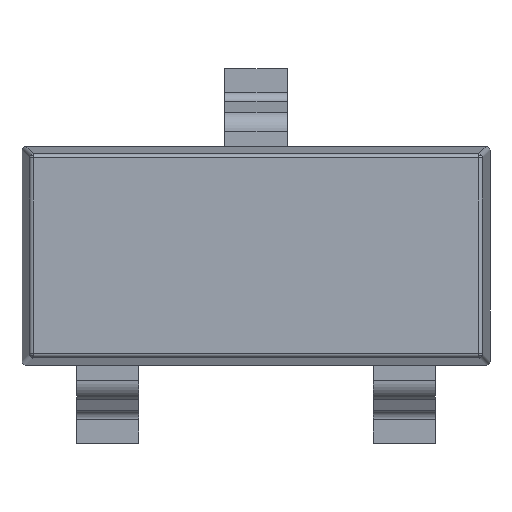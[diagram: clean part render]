
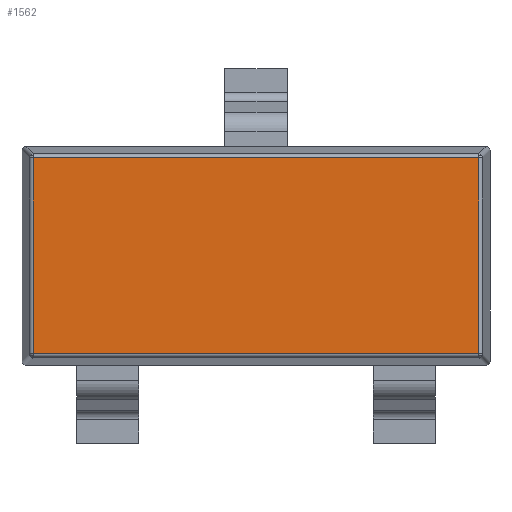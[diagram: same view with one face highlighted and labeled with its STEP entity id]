
A CAD part, top view. The second image highlights one B-rep face of the part: STEP entity #1562.
In plain terms, the highlighted planar face has unit normal (0, 0, 1).
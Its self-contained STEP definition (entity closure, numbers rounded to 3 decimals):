
#34 = EDGE_LOOP ( 'NONE', ( #2240, #1589, #1093, #3271 ) ) ;
#63 = VERTEX_POINT ( 'NONE', #354 ) ;
#215 = DIRECTION ( 'NONE',  ( 0., 1., 0. ) ) ;
#256 = CARTESIAN_POINT ( 'NONE',  ( -1.427, -0.627, 1.1 ) ) ;
#354 = CARTESIAN_POINT ( 'NONE',  ( -1.427, 0.627, 1.1 ) ) ;
#518 = VECTOR ( 'NONE', #2313, 1000. ) ;
#539 = CARTESIAN_POINT ( 'NONE',  ( 0., 0., 1.1 ) ) ;
#556 = CARTESIAN_POINT ( 'NONE',  ( -1.427, 0., 1.1 ) ) ;
#564 = LINE ( 'NONE', #2339, #2577 ) ;
#627 = CARTESIAN_POINT ( 'NONE',  ( 0., -0.627, 1.1 ) ) ;
#782 = DIRECTION ( 'NONE',  ( 1., 0., 0. ) ) ;
#807 = VERTEX_POINT ( 'NONE', #256 ) ;
#902 = VECTOR ( 'NONE', #1108, 1000. ) ;
#981 = VECTOR ( 'NONE', #215, 1000. ) ;
#1068 = VERTEX_POINT ( 'NONE', #2283 ) ;
#1093 = ORIENTED_EDGE ( 'NONE', *, *, #1961, .T. ) ;
#1108 = DIRECTION ( 'NONE',  ( 1., 0., 0. ) ) ;
#1232 = LINE ( 'NONE', #2516, #981 ) ;
#1304 = FACE_OUTER_BOUND ( 'NONE', #34, .T. ) ;
#1514 = AXIS2_PLACEMENT_3D ( 'NONE', #539, #2346, #782 ) ;
#1562 = ADVANCED_FACE ( 'NONE', ( #1304 ), #2333, .T. ) ;
#1579 = DIRECTION ( 'NONE',  ( -1., 0., 0. ) ) ;
#1583 = LINE ( 'NONE', #627, #902 ) ;
#1589 = ORIENTED_EDGE ( 'NONE', *, *, #3008, .T. ) ;
#1961 = EDGE_CURVE ( 'NONE', #3175, #63, #564, .T. ) ;
#2037 = EDGE_CURVE ( 'NONE', #63, #807, #2170, .T. ) ;
#2170 = LINE ( 'NONE', #556, #518 ) ;
#2240 = ORIENTED_EDGE ( 'NONE', *, *, #2790, .T. ) ;
#2283 = CARTESIAN_POINT ( 'NONE',  ( 1.427, -0.627, 1.1 ) ) ;
#2313 = DIRECTION ( 'NONE',  ( 0., -1., 0. ) ) ;
#2333 = PLANE ( 'NONE',  #1514 ) ;
#2339 = CARTESIAN_POINT ( 'NONE',  ( 0., 0.627, 1.1 ) ) ;
#2346 = DIRECTION ( 'NONE',  ( 0., 0., 1. ) ) ;
#2516 = CARTESIAN_POINT ( 'NONE',  ( 1.427, 0., 1.1 ) ) ;
#2577 = VECTOR ( 'NONE', #1579, 1000. ) ;
#2658 = CARTESIAN_POINT ( 'NONE',  ( 1.427, 0.627, 1.1 ) ) ;
#2790 = EDGE_CURVE ( 'NONE', #807, #1068, #1583, .T. ) ;
#3008 = EDGE_CURVE ( 'NONE', #1068, #3175, #1232, .T. ) ;
#3175 = VERTEX_POINT ( 'NONE', #2658 ) ;
#3271 = ORIENTED_EDGE ( 'NONE', *, *, #2037, .T. ) ;
